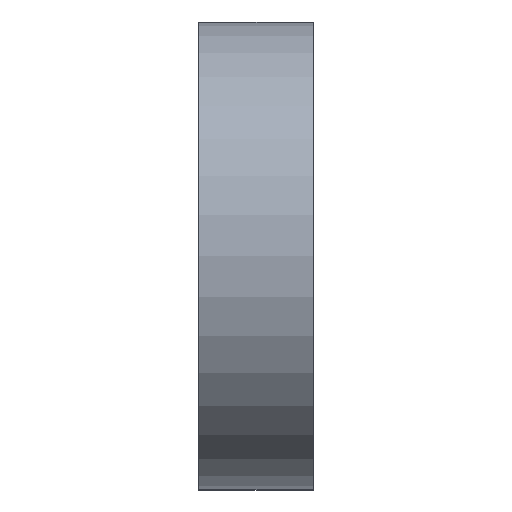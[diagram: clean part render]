
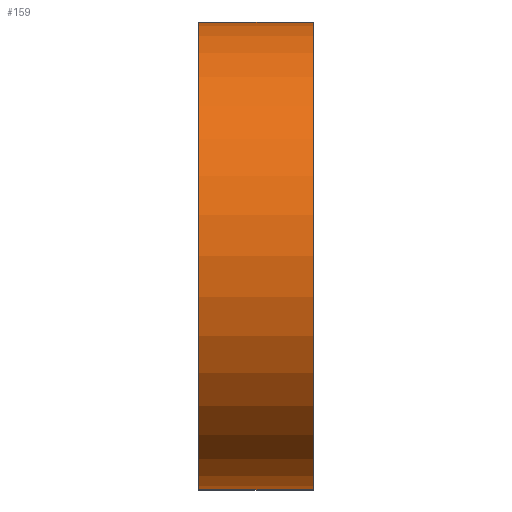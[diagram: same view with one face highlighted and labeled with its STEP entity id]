
A CAD part, left-side view. The second image highlights one B-rep face of the part: STEP entity #159.
In plain terms, the highlighted cylindrical face has radius 40.863 mm (diameter 81.726 mm), a partial arc.
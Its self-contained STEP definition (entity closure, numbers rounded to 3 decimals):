
#6 = ORIENTED_EDGE ( 'NONE', *, *, #476, .T. ) ;
#49 = VERTEX_POINT ( 'NONE', #92 ) ;
#55 = DIRECTION ( 'NONE',  ( 0., 0., 1. ) ) ;
#78 = CARTESIAN_POINT ( 'NONE',  ( -110.634, 20., -40.863 ) ) ;
#85 = EDGE_CURVE ( 'NONE', #49, #303, #285, .T. ) ;
#92 = CARTESIAN_POINT ( 'NONE',  ( -110.634, 0., -40.863 ) ) ;
#93 = VECTOR ( 'NONE', #257, 1000. ) ;
#101 = DIRECTION ( 'NONE',  ( 0., -1., 0. ) ) ;
#123 = EDGE_CURVE ( 'NONE', #128, #303, #357, .T. ) ;
#128 = VERTEX_POINT ( 'NONE', #282 ) ;
#159 = ADVANCED_FACE ( 'NONE', ( #190 ), #528, .T. ) ;
#175 = CARTESIAN_POINT ( 'NONE',  ( -110.634, 20., 0. ) ) ;
#190 = FACE_OUTER_BOUND ( 'NONE', #206, .T. ) ;
#206 = EDGE_LOOP ( 'NONE', ( #326, #494, #6, #338 ) ) ;
#217 = AXIS2_PLACEMENT_3D ( 'NONE', #493, #406, #228 ) ;
#228 = DIRECTION ( 'NONE',  ( 0., 0., -1. ) ) ;
#230 = VECTOR ( 'NONE', #101, 1000. ) ;
#257 = DIRECTION ( 'NONE',  ( 0., -1., 0. ) ) ;
#269 = AXIS2_PLACEMENT_3D ( 'NONE', #309, #389, #475 ) ;
#282 = CARTESIAN_POINT ( 'NONE',  ( -110.634, 20., 40.863 ) ) ;
#285 = CIRCLE ( 'NONE', #269, 40.863 ) ;
#303 = VERTEX_POINT ( 'NONE', #411 ) ;
#309 = CARTESIAN_POINT ( 'NONE',  ( -110.634, 0., 0. ) ) ;
#326 = ORIENTED_EDGE ( 'NONE', *, *, #123, .F. ) ;
#338 = ORIENTED_EDGE ( 'NONE', *, *, #85, .T. ) ;
#357 = LINE ( 'NONE', #518, #93 ) ;
#370 = AXIS2_PLACEMENT_3D ( 'NONE', #175, #477, #55 ) ;
#387 = VERTEX_POINT ( 'NONE', #78 ) ;
#389 = DIRECTION ( 'NONE',  ( 0., 1., 0. ) ) ;
#391 = LINE ( 'NONE', #428, #230 ) ;
#406 = DIRECTION ( 'NONE',  ( 0., -1., 0. ) ) ;
#411 = CARTESIAN_POINT ( 'NONE',  ( -110.634, 0., 40.863 ) ) ;
#428 = CARTESIAN_POINT ( 'NONE',  ( -110.634, 20., -40.863 ) ) ;
#475 = DIRECTION ( 'NONE',  ( 0., 0., 1. ) ) ;
#476 = EDGE_CURVE ( 'NONE', #387, #49, #391, .T. ) ;
#477 = DIRECTION ( 'NONE',  ( 0., 1., 0. ) ) ;
#492 = EDGE_CURVE ( 'NONE', #387, #128, #529, .T. ) ;
#493 = CARTESIAN_POINT ( 'NONE',  ( -110.634, 20., 0. ) ) ;
#494 = ORIENTED_EDGE ( 'NONE', *, *, #492, .F. ) ;
#518 = CARTESIAN_POINT ( 'NONE',  ( -110.634, 20., 40.863 ) ) ;
#528 = CYLINDRICAL_SURFACE ( 'NONE', #217, 40.863 ) ;
#529 = CIRCLE ( 'NONE', #370, 40.863 ) ;
